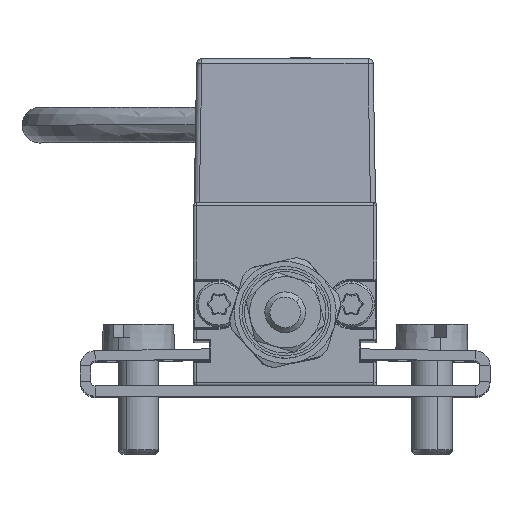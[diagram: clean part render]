
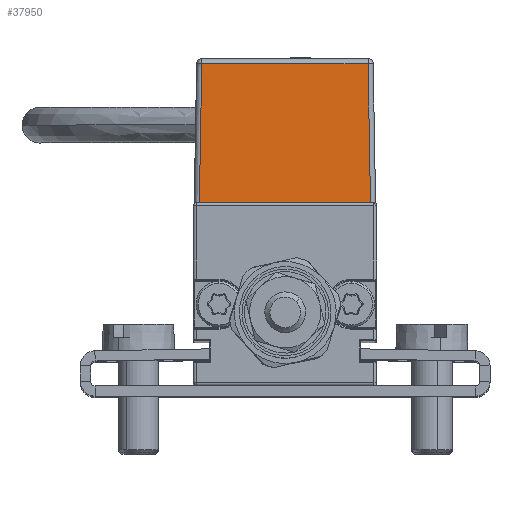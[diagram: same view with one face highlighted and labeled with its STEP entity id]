
A CAD part, top view. The second image highlights one B-rep face of the part: STEP entity #37950.
In plain terms, the highlighted planar face has unit normal (0, 0.018, 1).
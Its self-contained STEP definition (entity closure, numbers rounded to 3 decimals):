
#1566 = EDGE_LOOP ( 'NONE', ( #35145, #35141, #35137, #35133 ) ) ;
#1782 = EDGE_CURVE ( 'NONE', #38883, #39141, #4847, .T. ) ;
#1784 = EDGE_CURVE ( 'NONE', #39141, #38893, #4839, .T. ) ;
#1786 = EDGE_CURVE ( 'NONE', #38893, #38903, #4860, .T. ) ;
#1932 = EDGE_CURVE ( 'NONE', #38903, #38883, #5325, .T. ) ;
#2769 = VECTOR ( 'NONE', #5329, 1000. ) ;
#2919 = VECTOR ( 'NONE', #4862, 1000. ) ;
#2922 = VECTOR ( 'NONE', #4856, 1000. ) ;
#2926 = VECTOR ( 'NONE', #4851, 1000. ) ;
#4836 = CARTESIAN_POINT ( 'NONE',  ( -8.929, 18., 107.784 ) ) ;
#4839 = LINE ( 'NONE', #4855, #2922 ) ;
#4847 = LINE ( 'NONE', #4836, #2926 ) ;
#4851 = DIRECTION ( 'NONE',  ( 1., 0., 0. ) ) ;
#4855 = CARTESIAN_POINT ( 'NONE',  ( 8.36, 18.302, 107.779 ) ) ;
#4856 = DIRECTION ( 'NONE',  ( -0.017, 1., -0.017 ) ) ;
#4860 = LINE ( 'NONE', #4861, #2919 ) ;
#4861 = CARTESIAN_POINT ( 'NONE',  ( -8.929, 31.583, 107.547 ) ) ;
#4862 = DIRECTION ( 'NONE',  ( -1., 0., 0. ) ) ;
#5313 = CARTESIAN_POINT ( 'NONE',  ( -8.426, 17.991, 107.784 ) ) ;
#5325 = LINE ( 'NONE', #5313, #2769 ) ;
#5329 = DIRECTION ( 'NONE',  ( -0.017, -1., 0.017 ) ) ;
#22216 = AXIS2_PLACEMENT_3D ( 'NONE', #23618, #23619, #23620 ) ;
#23593 = FACE_OUTER_BOUND ( 'NONE', #1566, .T. ) ;
#23608 = PLANE ( 'NONE',  #22216 ) ;
#23618 = CARTESIAN_POINT ( 'NONE',  ( -8.929, 18., 107.784 ) ) ;
#23619 = DIRECTION ( 'NONE',  ( 0., 0.017, 1. ) ) ;
#23620 = DIRECTION ( 'NONE',  ( 0., -1., 0.017 ) ) ;
#34398 = CARTESIAN_POINT ( 'NONE',  ( -8.426, 18., 107.784 ) ) ;
#34408 = CARTESIAN_POINT ( 'NONE',  ( 8.129, 31.583, 107.547 ) ) ;
#34418 = CARTESIAN_POINT ( 'NONE',  ( -8.189, 31.583, 107.547 ) ) ;
#34635 = CARTESIAN_POINT ( 'NONE',  ( 8.366, 18., 107.784 ) ) ;
#35133 = ORIENTED_EDGE ( 'NONE', *, *, #1782, .T. ) ;
#35137 = ORIENTED_EDGE ( 'NONE', *, *, #1932, .T. ) ;
#35141 = ORIENTED_EDGE ( 'NONE', *, *, #1786, .T. ) ;
#35145 = ORIENTED_EDGE ( 'NONE', *, *, #1784, .T. ) ;
#37950 = ADVANCED_FACE ( 'NONE', ( #23593 ), #23608, .T. ) ;
#38883 = VERTEX_POINT ( 'NONE', #34398 ) ;
#38893 = VERTEX_POINT ( 'NONE', #34408 ) ;
#38903 = VERTEX_POINT ( 'NONE', #34418 ) ;
#39141 = VERTEX_POINT ( 'NONE', #34635 ) ;
